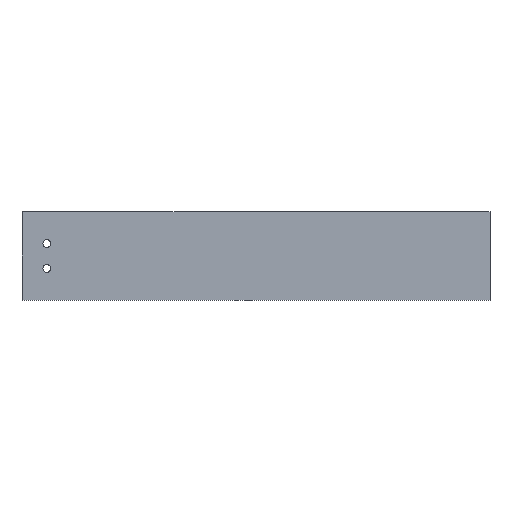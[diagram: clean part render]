
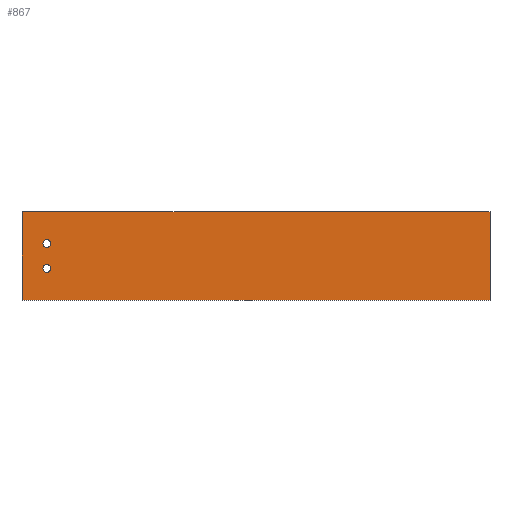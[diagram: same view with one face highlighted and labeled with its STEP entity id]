
A CAD part, front view. The second image highlights one B-rep face of the part: STEP entity #867.
In plain terms, the highlighted planar face has unit normal (0, -1, 0).
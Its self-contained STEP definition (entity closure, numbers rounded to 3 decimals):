
#49 = VERTEX_POINT('',#50);
#50 = CARTESIAN_POINT('',(-269.,-723.305,
    -17.196));
#56 = EDGE_CURVE('',#49,#57,#59,.T.);
#57 = VERTEX_POINT('',#58);
#58 = CARTESIAN_POINT('',(-269.,-723.305,
    11.195));
#59 = LINE('',#60,#61);
#60 = CARTESIAN_POINT('',(-269.,-723.305,
    -10.095));
#61 = VECTOR('',#62,1.);
#62 = DIRECTION('',(0.,0.,1.));
#849 = VERTEX_POINT('',#850);
#850 = CARTESIAN_POINT('',(-118.5,-723.305,-17.196));
#856 = EDGE_CURVE('',#849,#49,#857,.T.);
#857 = LINE('',#858,#859);
#858 = CARTESIAN_POINT('',(-194.,-723.305,-17.196));
#859 = VECTOR('',#860,1.);
#860 = DIRECTION('',(-1.,-0.,-0.));
#867 = ADVANCED_FACE('',(#868,#886,#897),#908,.T.);
#868 = FACE_BOUND('',#869,.T.);
#869 = EDGE_LOOP('',(#870,#871,#872,#880));
#870 = ORIENTED_EDGE('',*,*,#56,.F.);
#871 = ORIENTED_EDGE('',*,*,#856,.F.);
#872 = ORIENTED_EDGE('',*,*,#873,.T.);
#873 = EDGE_CURVE('',#849,#874,#876,.T.);
#874 = VERTEX_POINT('',#875);
#875 = CARTESIAN_POINT('',(-118.5,-723.305,11.195));
#876 = LINE('',#877,#878);
#877 = CARTESIAN_POINT('',(-118.5,-723.305,-17.196));
#878 = VECTOR('',#879,1.);
#879 = DIRECTION('',(0.,0.,1.));
#880 = ORIENTED_EDGE('',*,*,#881,.F.);
#881 = EDGE_CURVE('',#57,#874,#882,.T.);
#882 = LINE('',#883,#884);
#883 = CARTESIAN_POINT('',(-194.,-723.305,11.195));
#884 = VECTOR('',#885,1.);
#885 = DIRECTION('',(1.,0.,0.));
#886 = FACE_BOUND('',#887,.T.);
#887 = EDGE_LOOP('',(#888));
#888 = ORIENTED_EDGE('',*,*,#889,.F.);
#889 = EDGE_CURVE('',#890,#890,#892,.T.);
#890 = VERTEX_POINT('',#891);
#891 = CARTESIAN_POINT('',(-259.75,-723.305,
    1.));
#892 = CIRCLE('',#893,1.25);
#893 = AXIS2_PLACEMENT_3D('',#894,#895,#896);
#894 = CARTESIAN_POINT('',(-261.,-723.305,
    1.));
#895 = DIRECTION('',(0.,-1.,0.));
#896 = DIRECTION('',(1.,0.,0.));
#897 = FACE_BOUND('',#898,.T.);
#898 = EDGE_LOOP('',(#899));
#899 = ORIENTED_EDGE('',*,*,#900,.F.);
#900 = EDGE_CURVE('',#901,#901,#903,.T.);
#901 = VERTEX_POINT('',#902);
#902 = CARTESIAN_POINT('',(-259.75,-723.305,
    -7.));
#903 = CIRCLE('',#904,1.25);
#904 = AXIS2_PLACEMENT_3D('',#905,#906,#907);
#905 = CARTESIAN_POINT('',(-261.,-723.305,
    -7.));
#906 = DIRECTION('',(0.,-1.,0.));
#907 = DIRECTION('',(1.,0.,0.));
#908 = PLANE('',#909);
#909 = AXIS2_PLACEMENT_3D('',#910,#911,#912);
#910 = CARTESIAN_POINT('',(-193.75,-723.305,
    -3.));
#911 = DIRECTION('',(0.,-1.,-0.));
#912 = DIRECTION('',(-1.,0.,0.));
